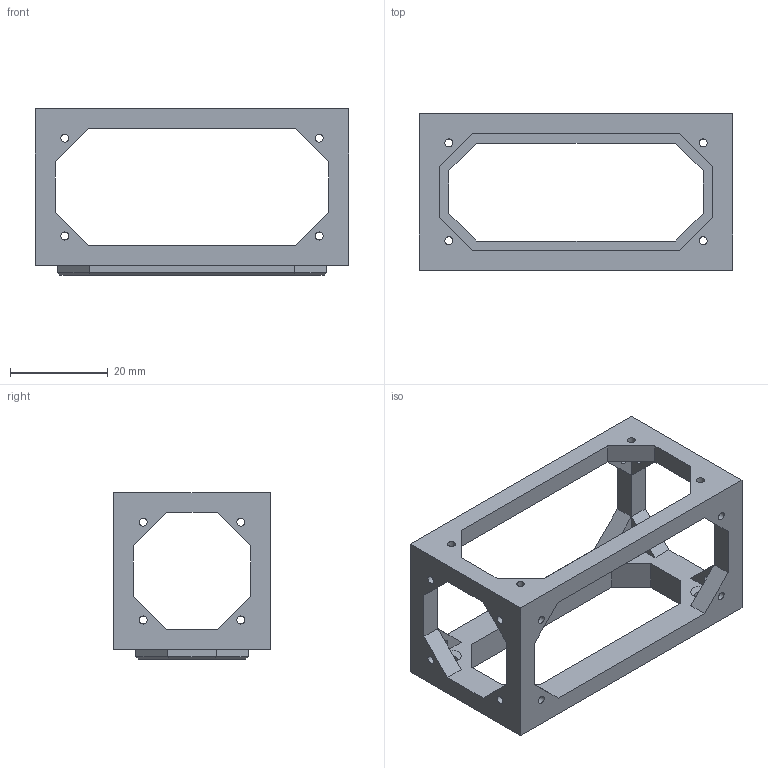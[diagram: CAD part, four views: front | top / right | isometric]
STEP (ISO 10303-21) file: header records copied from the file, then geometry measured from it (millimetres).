
FILE_DESCRIPTION(/* description */ (''),/* implementation_level */ '2;1');
FILE_NAME(/* name */ 'CuboidExtension_32_64_32_4mm.step',/* time_stamp */ '2025-09-13T08:21:17-07:00',/* author */ (''),/* organization */ (''),/* preprocessor_version */ 'ST-DEVELOPER v20.1',/* originating_system */ 'Autodesk Translation Framework v14.17.0.0',/* authorisation */ '');
FILE_SCHEMA (('AUTOMOTIVE_DESIGN { 1 0 10303 214 3 1 1 }'));
Length unit declared in the file: millimetre
Products named in the file (2): CuboidExtension_32_64_32_4mm; Side_64_32_4mm
Assembly tree (2 placements, depth 2):
  CuboidExtension_32_64_32_4mm
    Side_64_32_4mm  x2
Bounding box: 64 x 32 x 34 mm (x, y, z)
Volume: 10637.2 mm3; surface area: 9185.7 mm2
Topology: 1 solids, 1 shells, 168 faces, 428 edges, 262 vertices
Faces by surface type: plane 98, bspline 42, cylinder 24, cone 4
Full cylindrical faces by diameter (mm): 1.65 x20, 2.4 x4
Entity records: 5240 total; most frequent: CARTESIAN_POINT 1408, ORIENTED_EDGE 856, DIRECTION 662, EDGE_CURVE 428, LINE 286, VECTOR 286, VERTEX_POINT 262, EDGE_LOOP 226
